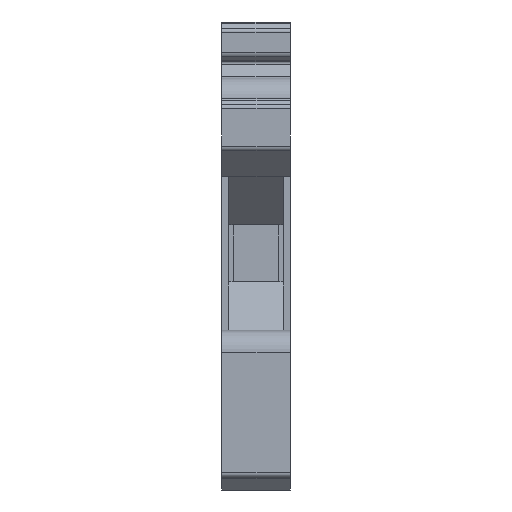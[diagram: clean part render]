
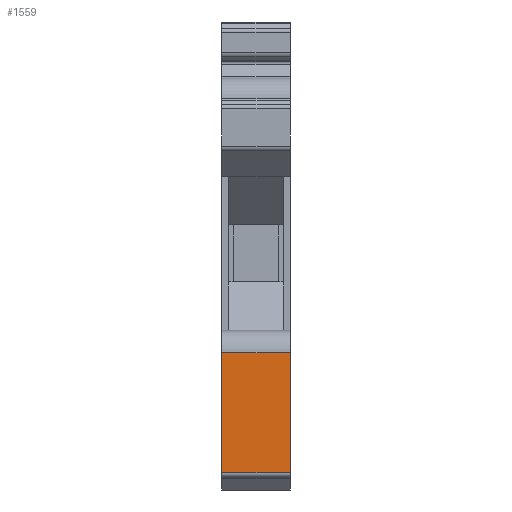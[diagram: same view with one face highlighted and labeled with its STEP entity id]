
A CAD part, left-side view. The second image highlights one B-rep face of the part: STEP entity #1559.
In plain terms, the highlighted planar face has unit normal (-1, 0, 0).
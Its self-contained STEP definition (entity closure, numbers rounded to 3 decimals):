
#174 = LINE ( 'NONE', #2228, #6097 ) ;
#292 = CARTESIAN_POINT ( 'NONE',  ( -44.165, 6., -0.05 ) ) ;
#334 = DIRECTION ( 'NONE',  ( 1., 0., 0. ) ) ;
#594 = CARTESIAN_POINT ( 'NONE',  ( -44.165, 6., 10.45 ) ) ;
#690 = VERTEX_POINT ( 'NONE', #6287 ) ;
#996 = CARTESIAN_POINT ( 'NONE',  ( -44.165, 6., 10.45 ) ) ;
#1008 = DIRECTION ( 'NONE',  ( 0., -1., 0. ) ) ;
#1219 = ORIENTED_EDGE ( 'NONE', *, *, #5200, .T. ) ;
#1559 = ADVANCED_FACE ( 'NONE', ( #4617 ), #4422, .F. ) ;
#1644 = CARTESIAN_POINT ( 'NONE',  ( -44.165, 0., 10.45 ) ) ;
#1767 = DIRECTION ( 'NONE',  ( 0., 0., 1. ) ) ;
#2183 = EDGE_CURVE ( 'NONE', #2811, #690, #3812, .T. ) ;
#2200 = CARTESIAN_POINT ( 'NONE',  ( -44.165, 6., 10.45 ) ) ;
#2228 = CARTESIAN_POINT ( 'NONE',  ( -44.165, 6., 10.45 ) ) ;
#2384 = DIRECTION ( 'NONE',  ( 0., 0., -1. ) ) ;
#2811 = VERTEX_POINT ( 'NONE', #292 ) ;
#2893 = VECTOR ( 'NONE', #1008, 1000. ) ;
#3062 = LINE ( 'NONE', #4160, #4838 ) ;
#3495 = EDGE_CURVE ( 'NONE', #2811, #6397, #174, .T. ) ;
#3517 = ORIENTED_EDGE ( 'NONE', *, *, #2183, .T. ) ;
#3812 = LINE ( 'NONE', #5838, #5962 ) ;
#4160 = CARTESIAN_POINT ( 'NONE',  ( -44.165, 0., 10.45 ) ) ;
#4251 = DIRECTION ( 'NONE',  ( 0., -1., 0. ) ) ;
#4422 = PLANE ( 'NONE',  #6056 ) ;
#4487 = ORIENTED_EDGE ( 'NONE', *, *, #3495, .F. ) ;
#4617 = FACE_OUTER_BOUND ( 'NONE', #5369, .T. ) ;
#4838 = VECTOR ( 'NONE', #6231, 1000. ) ;
#5162 = EDGE_CURVE ( 'NONE', #6397, #5508, #6162, .T. ) ;
#5200 = EDGE_CURVE ( 'NONE', #690, #5508, #3062, .T. ) ;
#5369 = EDGE_LOOP ( 'NONE', ( #3517, #1219, #5757, #4487 ) ) ;
#5508 = VERTEX_POINT ( 'NONE', #1644 ) ;
#5757 = ORIENTED_EDGE ( 'NONE', *, *, #5162, .F. ) ;
#5838 = CARTESIAN_POINT ( 'NONE',  ( -44.165, 6., -0.05 ) ) ;
#5962 = VECTOR ( 'NONE', #4251, 1000. ) ;
#6056 = AXIS2_PLACEMENT_3D ( 'NONE', #996, #334, #2384 ) ;
#6097 = VECTOR ( 'NONE', #1767, 1000. ) ;
#6162 = LINE ( 'NONE', #594, #2893 ) ;
#6231 = DIRECTION ( 'NONE',  ( 0., 0., 1. ) ) ;
#6287 = CARTESIAN_POINT ( 'NONE',  ( -44.165, 0., -0.05 ) ) ;
#6397 = VERTEX_POINT ( 'NONE', #2200 ) ;
